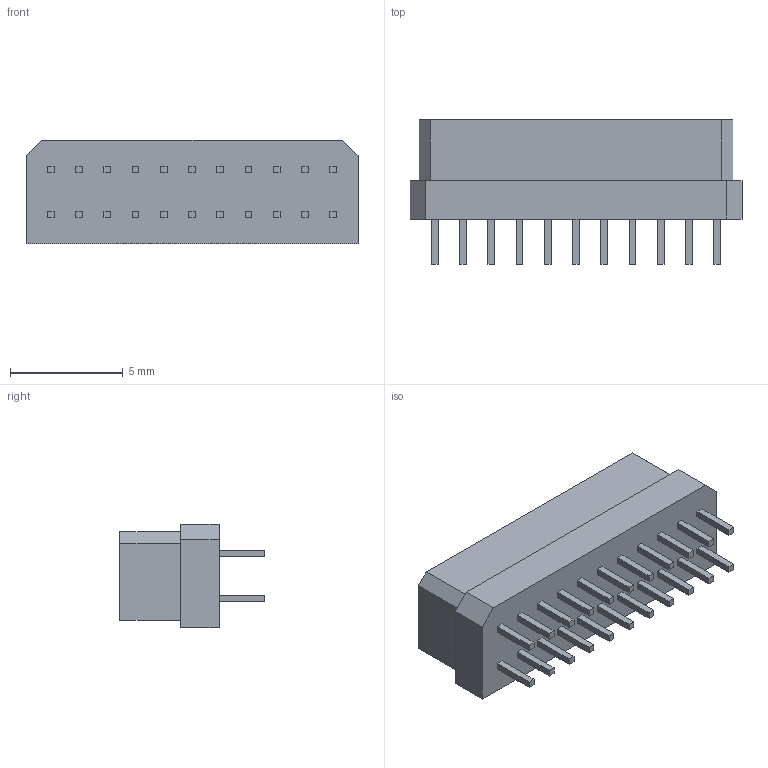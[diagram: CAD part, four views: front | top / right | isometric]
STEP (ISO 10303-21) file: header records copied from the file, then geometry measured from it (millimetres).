
FILE_DESCRIPTION (( 'STEP AP214' ), '1' );
FILE_NAME ('22R-JED.STEP', '2013-11-05T07:42:50', ( ' ' ), ( ' ' ), 'SwSTEP 2.0', 'SolidWorks 2005235', '' );
FILE_SCHEMA (( 'AUTOMOTIVE_DESIGN' ));
Length unit declared in the file: millimetre
Products named in the file (1): 22R-JED
Bounding box: 14.7 x 6.4 x 4.6 mm (x, y, z)
Volume: 263.8 mm3; surface area: 345.8 mm2
Topology: 1 solids, 1 shells, 125 faces, 300 edges, 200 vertices
Faces by surface type: plane 125
Entity records: 3742 total; most frequent: CARTESIAN_POINT 626, ORIENTED_EDGE 600, DIRECTION 552, EDGE_CURVE 300, VECTOR 300, LINE 300, VERTEX_POINT 200, EDGE_LOOP 148
